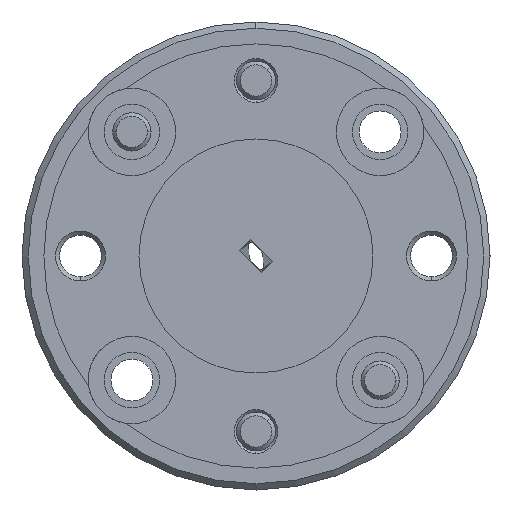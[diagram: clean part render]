
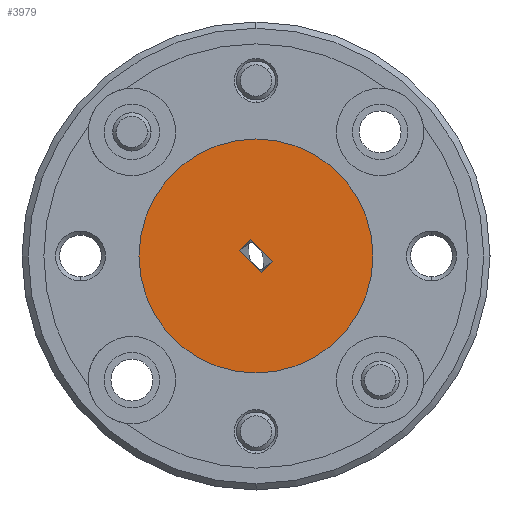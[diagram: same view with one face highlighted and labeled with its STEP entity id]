
A CAD part, left-side view. The second image highlights one B-rep face of the part: STEP entity #3979.
In plain terms, the highlighted planar face has unit normal (-1, 0, 0).
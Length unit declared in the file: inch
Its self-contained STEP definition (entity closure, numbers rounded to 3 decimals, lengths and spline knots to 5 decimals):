
#48 = FACE_OUTER_BOUND ( 'NONE', #3639, .T. ) ;
#91 = VECTOR ( 'NONE', #782, 39.37008 ) ;
#212 = DIRECTION ( 'NONE',  ( -1., 0., 0. ) ) ;
#515 = FACE_BOUND ( 'NONE', #1325, .T. ) ;
#680 = ORIENTED_EDGE ( 'NONE', *, *, #6951, .F. ) ;
#734 = DIRECTION ( 'NONE',  ( 0., 0., 1. ) ) ;
#761 = CARTESIAN_POINT ( 'NONE',  ( 2.75, 0., 0. ) ) ;
#782 = DIRECTION ( 'NONE',  ( 0., -0.707, -0.707 ) ) ;
#1061 = DIRECTION ( 'NONE',  ( 0., 0., 1. ) ) ;
#1104 = CARTESIAN_POINT ( 'NONE',  ( 2.75, 0., 0.1875 ) ) ;
#1254 = ORIENTED_EDGE ( 'NONE', *, *, #2534, .T. ) ;
#1325 = EDGE_LOOP ( 'NONE', ( #3825, #6252, #3935, #680 ) ) ;
#1364 = AXIS2_PLACEMENT_3D ( 'NONE', #2707, #5521, #1061 ) ;
#1403 = DIRECTION ( 'NONE',  ( 1., 0., 0. ) ) ;
#1459 = CARTESIAN_POINT ( 'NONE',  ( 2.75, 0.00902, 0.02705 ) ) ;
#1558 = CARTESIAN_POINT ( 'NONE',  ( 2.75, -0.02705, -0.00902 ) ) ;
#1616 = CARTESIAN_POINT ( 'NONE',  ( 2.75, 0.00902, 0.02705 ) ) ;
#2019 = VERTEX_POINT ( 'NONE', #6455 ) ;
#2171 = AXIS2_PLACEMENT_3D ( 'NONE', #4050, #1403, #734 ) ;
#2313 = DIRECTION ( 'NONE',  ( 0., 0., 1. ) ) ;
#2403 = CARTESIAN_POINT ( 'NONE',  ( 2.75, -0.00902, -0.02705 ) ) ;
#2534 = EDGE_CURVE ( 'NONE', #3660, #3884, #4937, .T. ) ;
#2707 = CARTESIAN_POINT ( 'NONE',  ( 2.75, 0., 0. ) ) ;
#3239 = VERTEX_POINT ( 'NONE', #1558 ) ;
#3267 = VERTEX_POINT ( 'NONE', #1459 ) ;
#3556 = CARTESIAN_POINT ( 'NONE',  ( 2.75, 0.02705, 0.00902 ) ) ;
#3639 = EDGE_LOOP ( 'NONE', ( #1254, #5357 ) ) ;
#3660 = VERTEX_POINT ( 'NONE', #1104 ) ;
#3825 = ORIENTED_EDGE ( 'NONE', *, *, #6163, .F. ) ;
#3884 = VERTEX_POINT ( 'NONE', #4041 ) ;
#3935 = ORIENTED_EDGE ( 'NONE', *, *, #5913, .F. ) ;
#3938 = LINE ( 'NONE', #6052, #5272 ) ;
#3979 = ADVANCED_FACE ( 'NONE', ( #515, #48 ), #4015, .F. ) ;
#4002 = VERTEX_POINT ( 'NONE', #2403 ) ;
#4015 = PLANE ( 'NONE',  #2171 ) ;
#4041 = CARTESIAN_POINT ( 'NONE',  ( 2.75, 0., -0.1875 ) ) ;
#4050 = CARTESIAN_POINT ( 'NONE',  ( 2.75, 0.1875, 0. ) ) ;
#4095 = LINE ( 'NONE', #3556, #91 ) ;
#4253 = VECTOR ( 'NONE', #6054, 39.37008 ) ;
#4473 = DIRECTION ( 'NONE',  ( 0., 0.707, -0.707 ) ) ;
#4937 = CIRCLE ( 'NONE', #1364, 0.1875 ) ;
#4969 = CARTESIAN_POINT ( 'NONE',  ( 2.75, 0.02705, 0.00902 ) ) ;
#5032 = DIRECTION ( 'NONE',  ( 0., -0.707, 0.707 ) ) ;
#5115 = LINE ( 'NONE', #4969, #6757 ) ;
#5272 = VECTOR ( 'NONE', #5032, 39.37008 ) ;
#5357 = ORIENTED_EDGE ( 'NONE', *, *, #6645, .T. ) ;
#5521 = DIRECTION ( 'NONE',  ( -1., 0., 0. ) ) ;
#5913 = EDGE_CURVE ( 'NONE', #4002, #3239, #3938, .T. ) ;
#6052 = CARTESIAN_POINT ( 'NONE',  ( 2.75, -0.00902, -0.02705 ) ) ;
#6054 = DIRECTION ( 'NONE',  ( 0., 0.707, 0.707 ) ) ;
#6087 = CIRCLE ( 'NONE', #7013, 0.1875 ) ;
#6163 = EDGE_CURVE ( 'NONE', #3267, #2019, #5115, .T. ) ;
#6252 = ORIENTED_EDGE ( 'NONE', *, *, #6500, .F. ) ;
#6455 = CARTESIAN_POINT ( 'NONE',  ( 2.75, 0.02705, 0.00902 ) ) ;
#6500 = EDGE_CURVE ( 'NONE', #3239, #3267, #6561, .T. ) ;
#6561 = LINE ( 'NONE', #1616, #4253 ) ;
#6645 = EDGE_CURVE ( 'NONE', #3884, #3660, #6087, .T. ) ;
#6757 = VECTOR ( 'NONE', #4473, 39.37008 ) ;
#6951 = EDGE_CURVE ( 'NONE', #2019, #4002, #4095, .T. ) ;
#7013 = AXIS2_PLACEMENT_3D ( 'NONE', #761, #212, #2313 ) ;
